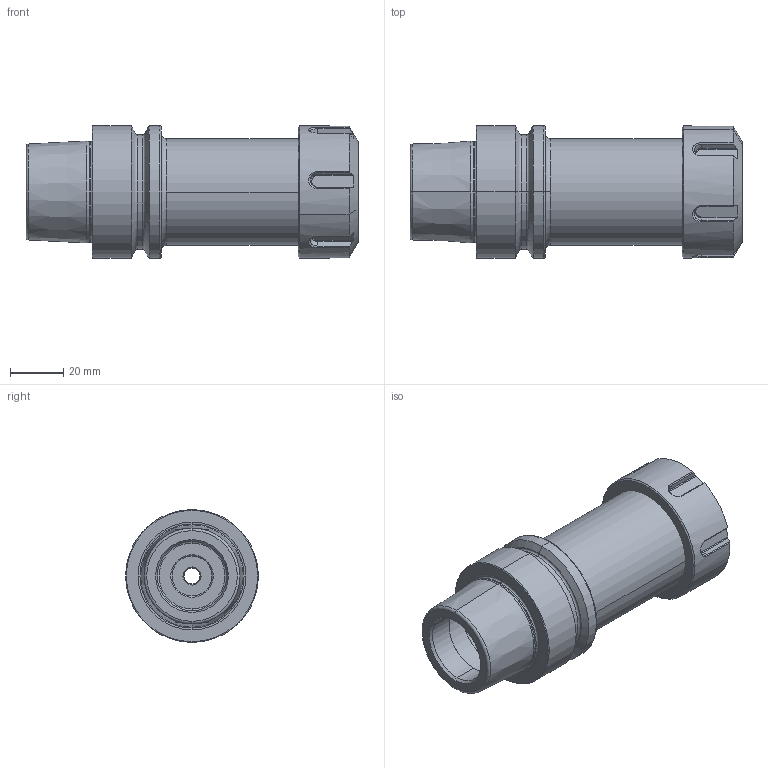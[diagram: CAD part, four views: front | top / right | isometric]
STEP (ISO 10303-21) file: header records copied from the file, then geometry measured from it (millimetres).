
FILE_DESCRIPTION (( 'STEP AP203' ), '1' );
FILE_NAME ('HE5.E32.K01.100.STEP', '2018-02-16T12:26:58', ( 'SWIAdmin' ), ( 'Hewlett-Packard Company' ), 'SwSTEP 2.0', 'SolidWorks 2017', '' );
FILE_SCHEMA (( 'CONFIG_CONTROL_DESIGN' ));
Length unit declared in the file: millimetre
Products named in the file (4): ERU-AN5.K01.020_A; HE5.E32.K01.100; HE5-E32.K01.100_A_Fertigbearbeitung; E32-ER1.001.022
Assembly tree (3 placements, depth 2):
  HE5.E32.K01.100
    HE5-E32.K01.100_A_Fertigbearbeitung
    E32-ER1.001.022
    ERU-AN5.K01.020_A
Bounding box: 124.9 x 50 x 50 mm (x, y, z)
Volume: 124050.1 mm3; surface area: 35966.2 mm2
Topology: 3 solids, 3 shells, 225 faces, 520 edges, 308 vertices
Faces by surface type: plane 93, cone 59, cylinder 43, torus 30
Entity records: 7188 total; most frequent: CARTESIAN_POINT 1665, DIRECTION 1126, ORIENTED_EDGE 1040, EDGE_CURVE 520, AXIS2_PLACEMENT_3D 449, VERTEX_POINT 308, EDGE_LOOP 238, LINE 228
